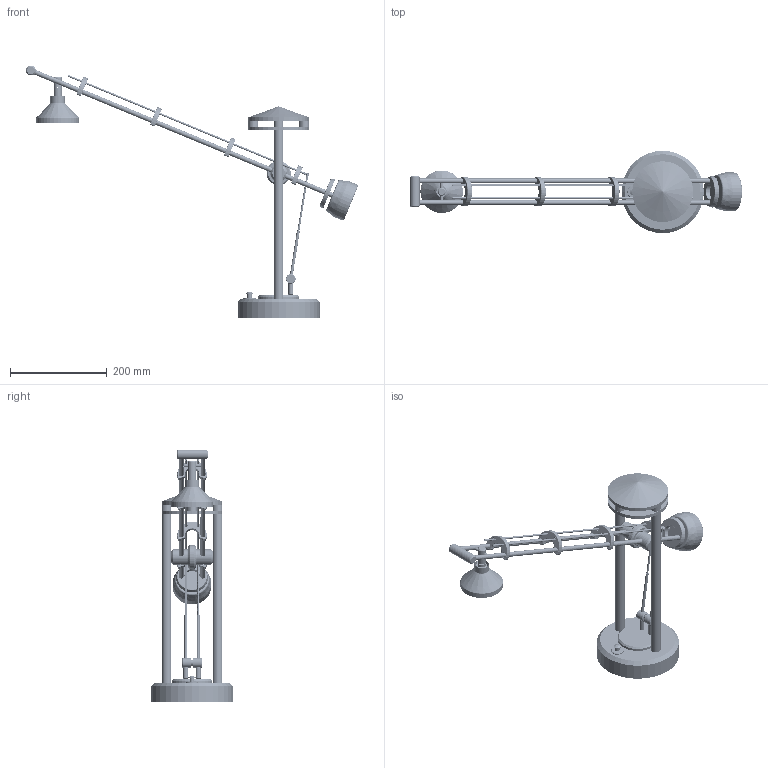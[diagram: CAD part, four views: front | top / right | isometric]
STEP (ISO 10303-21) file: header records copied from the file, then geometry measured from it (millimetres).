
FILE_DESCRIPTION(('FreeCAD Model'),'2;1');
FILE_NAME('Open CASCADE Shape Model','2025-05-01T18:24:33',('FreeCAD'),( 'FreeCAD'),'Open CASCADE STEP processor 7.6','FreeCAD','Unknown');
FILE_SCHEMA(('AUTOMOTIVE_DESIGN { 1 0 10303 214 1 1 1 1 }'));
Length unit declared in the file: millimetre
Products named in the file (1): Open CASCADE STEP translator 7.6 1
Bounding box: 685.98 x 170 x 521.94 mm (x, y, z)
Volume: 980669.5 mm3; surface area: 464794.2 mm2
Topology: 60 solids, 62 shells, 1514 faces, 3745 edges, 2375 vertices
Faces by surface type: cylinder 648, plane 322, cone 216, bspline 216, torus 111, extrusion 1
Full cylindrical faces by diameter (mm): 2 x8, 3 x102, 3.429 x4, 4 x46, 4.2 x2, 5 x2, 6 x26, 7 x1, 8 x30, 8.1 x2, 8.2 x2, 9.5 x1, 10 x25, 10.5 x2, 12 x3, 14 x2, 15 x1, 16 x54, 17 x2, 20 x17, 23 x1, 26 x1, 30 x1, 32 x3, 40 x2, 50 x1, 80 x1, 82 x1, 84 x1, 84.6 x2
Entity records: 373639 total; most frequent: CARTESIAN_POINT 341851, ORIENTED_EDGE 7458, DIRECTION 5095, EDGE_CURVE 3733, VERTEX_POINT 2375, AXIS2_PLACEMENT_3D 2368, B_SPLINE_CURVE_WITH_KNOTS 2288, FACE_BOUND 1762
